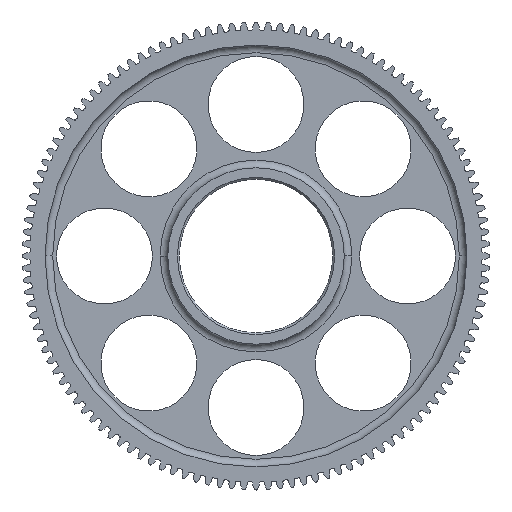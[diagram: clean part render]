
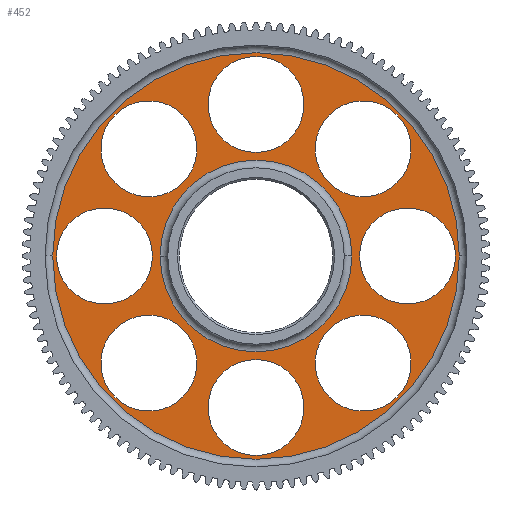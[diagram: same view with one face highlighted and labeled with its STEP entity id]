
A CAD part, left-side view. The second image highlights one B-rep face of the part: STEP entity #452.
In plain terms, the highlighted planar face has unit normal (-1, 0, 0).
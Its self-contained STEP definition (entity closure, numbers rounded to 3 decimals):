
#57=CARTESIAN_POINT('Axis2P3D Location',(2.5,0.,39.5)) ;
#61=CARTESIAN_POINT('Vertex',(2.5,12.5,39.5)) ;
#63=CARTESIAN_POINT('Vertex',(2.5,-12.5,39.5)) ;
#92=CARTESIAN_POINT('Axis2P3D Location',(2.5,0.,39.5)) ;
#281=CARTESIAN_POINT('Axis2P3D Location',(2.5,0.,0.)) ;
#286=CARTESIAN_POINT('Axis2P3D Location',(2.5,0.,0.)) ;
#290=CARTESIAN_POINT('Vertex',(2.5,53.,0.)) ;
#292=CARTESIAN_POINT('Vertex',(2.5,-53.,0.)) ;
#295=CARTESIAN_POINT('Axis2P3D Location',(2.5,0.,0.)) ;
#308=CARTESIAN_POINT('Axis2P3D Location',(2.5,0.,0.)) ;
#312=CARTESIAN_POINT('Vertex',(2.5,-25.,0.)) ;
#314=CARTESIAN_POINT('Vertex',(2.5,25.,0.)) ;
#317=CARTESIAN_POINT('Axis2P3D Location',(2.5,0.,0.)) ;
#326=CARTESIAN_POINT('Axis2P3D Location',(2.5,-27.931,27.931)) ;
#330=CARTESIAN_POINT('Vertex',(2.5,-19.092,36.77)) ;
#332=CARTESIAN_POINT('Vertex',(2.5,-36.77,19.092)) ;
#335=CARTESIAN_POINT('Axis2P3D Location',(2.5,-27.931,27.931)) ;
#344=CARTESIAN_POINT('Axis2P3D Location',(2.5,-39.5,0.)) ;
#348=CARTESIAN_POINT('Vertex',(2.5,-39.5,12.5)) ;
#350=CARTESIAN_POINT('Vertex',(2.5,-39.5,-12.5)) ;
#353=CARTESIAN_POINT('Axis2P3D Location',(2.5,-39.5,0.)) ;
#362=CARTESIAN_POINT('Axis2P3D Location',(2.5,-27.931,-27.931)) ;
#366=CARTESIAN_POINT('Vertex',(2.5,-36.77,-19.092)) ;
#368=CARTESIAN_POINT('Vertex',(2.5,-19.092,-36.77)) ;
#371=CARTESIAN_POINT('Axis2P3D Location',(2.5,-27.931,-27.931)) ;
#380=CARTESIAN_POINT('Axis2P3D Location',(2.5,0.,-39.5)) ;
#384=CARTESIAN_POINT('Vertex',(2.5,-12.5,-39.5)) ;
#386=CARTESIAN_POINT('Vertex',(2.5,12.5,-39.5)) ;
#389=CARTESIAN_POINT('Axis2P3D Location',(2.5,0.,-39.5)) ;
#398=CARTESIAN_POINT('Axis2P3D Location',(2.5,27.931,-27.931)) ;
#402=CARTESIAN_POINT('Vertex',(2.5,19.092,-36.77)) ;
#404=CARTESIAN_POINT('Vertex',(2.5,36.77,-19.092)) ;
#407=CARTESIAN_POINT('Axis2P3D Location',(2.5,27.931,-27.931)) ;
#416=CARTESIAN_POINT('Axis2P3D Location',(2.5,39.5,0.)) ;
#420=CARTESIAN_POINT('Vertex',(2.5,39.5,-12.5)) ;
#422=CARTESIAN_POINT('Vertex',(2.5,39.5,12.5)) ;
#425=CARTESIAN_POINT('Axis2P3D Location',(2.5,39.5,0.)) ;
#434=CARTESIAN_POINT('Axis2P3D Location',(2.5,27.931,27.931)) ;
#438=CARTESIAN_POINT('Vertex',(2.5,36.77,19.092)) ;
#440=CARTESIAN_POINT('Vertex',(2.5,19.092,36.77)) ;
#443=CARTESIAN_POINT('Axis2P3D Location',(2.5,27.931,27.931)) ;
#58=DIRECTION('Axis2P3D Direction',(1.,0.,0.)) ;
#93=DIRECTION('Axis2P3D Direction',(1.,0.,0.)) ;
#282=DIRECTION('Axis2P3D Direction',(-1.,0.,0.)) ;
#283=DIRECTION('Axis2P3D XDirection',(0.,-1.,0.)) ;
#287=DIRECTION('Axis2P3D Direction',(-1.,0.,0.)) ;
#296=DIRECTION('Axis2P3D Direction',(-1.,0.,0.)) ;
#309=DIRECTION('Axis2P3D Direction',(-1.,0.,0.)) ;
#318=DIRECTION('Axis2P3D Direction',(-1.,0.,0.)) ;
#327=DIRECTION('Axis2P3D Direction',(-1.,0.,0.)) ;
#336=DIRECTION('Axis2P3D Direction',(-1.,0.,0.)) ;
#345=DIRECTION('Axis2P3D Direction',(-1.,0.,0.)) ;
#354=DIRECTION('Axis2P3D Direction',(-1.,0.,0.)) ;
#363=DIRECTION('Axis2P3D Direction',(-1.,0.,0.)) ;
#372=DIRECTION('Axis2P3D Direction',(-1.,0.,0.)) ;
#381=DIRECTION('Axis2P3D Direction',(-1.,0.,0.)) ;
#390=DIRECTION('Axis2P3D Direction',(-1.,0.,0.)) ;
#399=DIRECTION('Axis2P3D Direction',(-1.,0.,0.)) ;
#408=DIRECTION('Axis2P3D Direction',(-1.,0.,0.)) ;
#417=DIRECTION('Axis2P3D Direction',(-1.,0.,0.)) ;
#426=DIRECTION('Axis2P3D Direction',(-1.,0.,0.)) ;
#435=DIRECTION('Axis2P3D Direction',(-1.,0.,0.)) ;
#444=DIRECTION('Axis2P3D Direction',(-1.,0.,0.)) ;
#59=AXIS2_PLACEMENT_3D('Circle Axis2P3D',#57,#58,$) ;
#94=AXIS2_PLACEMENT_3D('Circle Axis2P3D',#92,#93,$) ;
#284=AXIS2_PLACEMENT_3D('Plane Axis2P3D',#281,#282,#283) ;
#288=AXIS2_PLACEMENT_3D('Circle Axis2P3D',#286,#287,$) ;
#297=AXIS2_PLACEMENT_3D('Circle Axis2P3D',#295,#296,$) ;
#310=AXIS2_PLACEMENT_3D('Circle Axis2P3D',#308,#309,$) ;
#319=AXIS2_PLACEMENT_3D('Circle Axis2P3D',#317,#318,$) ;
#328=AXIS2_PLACEMENT_3D('Circle Axis2P3D',#326,#327,$) ;
#337=AXIS2_PLACEMENT_3D('Circle Axis2P3D',#335,#336,$) ;
#346=AXIS2_PLACEMENT_3D('Circle Axis2P3D',#344,#345,$) ;
#355=AXIS2_PLACEMENT_3D('Circle Axis2P3D',#353,#354,$) ;
#364=AXIS2_PLACEMENT_3D('Circle Axis2P3D',#362,#363,$) ;
#373=AXIS2_PLACEMENT_3D('Circle Axis2P3D',#371,#372,$) ;
#382=AXIS2_PLACEMENT_3D('Circle Axis2P3D',#380,#381,$) ;
#391=AXIS2_PLACEMENT_3D('Circle Axis2P3D',#389,#390,$) ;
#400=AXIS2_PLACEMENT_3D('Circle Axis2P3D',#398,#399,$) ;
#409=AXIS2_PLACEMENT_3D('Circle Axis2P3D',#407,#408,$) ;
#418=AXIS2_PLACEMENT_3D('Circle Axis2P3D',#416,#417,$) ;
#427=AXIS2_PLACEMENT_3D('Circle Axis2P3D',#425,#426,$) ;
#436=AXIS2_PLACEMENT_3D('Circle Axis2P3D',#434,#435,$) ;
#445=AXIS2_PLACEMENT_3D('Circle Axis2P3D',#443,#444,$) ;
#301=ORIENTED_EDGE('',*,*,#294,.F.) ;
#302=ORIENTED_EDGE('',*,*,#299,.F.) ;
#305=ORIENTED_EDGE('',*,*,#96,.F.) ;
#306=ORIENTED_EDGE('',*,*,#65,.F.) ;
#323=ORIENTED_EDGE('',*,*,#316,.T.) ;
#324=ORIENTED_EDGE('',*,*,#321,.T.) ;
#341=ORIENTED_EDGE('',*,*,#334,.F.) ;
#342=ORIENTED_EDGE('',*,*,#339,.F.) ;
#359=ORIENTED_EDGE('',*,*,#352,.F.) ;
#360=ORIENTED_EDGE('',*,*,#357,.F.) ;
#377=ORIENTED_EDGE('',*,*,#370,.F.) ;
#378=ORIENTED_EDGE('',*,*,#375,.F.) ;
#395=ORIENTED_EDGE('',*,*,#388,.F.) ;
#396=ORIENTED_EDGE('',*,*,#393,.F.) ;
#413=ORIENTED_EDGE('',*,*,#406,.F.) ;
#414=ORIENTED_EDGE('',*,*,#411,.F.) ;
#431=ORIENTED_EDGE('',*,*,#424,.F.) ;
#432=ORIENTED_EDGE('',*,*,#429,.F.) ;
#449=ORIENTED_EDGE('',*,*,#442,.F.) ;
#450=ORIENTED_EDGE('',*,*,#447,.F.) ;
#307=FACE_BOUND('',#304,.T.) ;
#325=FACE_BOUND('',#322,.T.) ;
#343=FACE_BOUND('',#340,.T.) ;
#361=FACE_BOUND('',#358,.T.) ;
#379=FACE_BOUND('',#376,.T.) ;
#397=FACE_BOUND('',#394,.T.) ;
#415=FACE_BOUND('',#412,.T.) ;
#433=FACE_BOUND('',#430,.T.) ;
#451=FACE_BOUND('',#448,.T.) ;
#452=ADVANCED_FACE('22400-0210150120',(#303,#307,#325,#343,#361,#379,#397,#415,#433,#451),#285,.T.) ;
#60=CIRCLE('generated circle',#59,12.5) ;
#95=CIRCLE('generated circle',#94,12.5) ;
#289=CIRCLE('generated circle',#288,53.) ;
#298=CIRCLE('generated circle',#297,53.) ;
#311=CIRCLE('generated circle',#310,25.) ;
#320=CIRCLE('generated circle',#319,25.) ;
#329=CIRCLE('generated circle',#328,12.5) ;
#338=CIRCLE('generated circle',#337,12.5) ;
#347=CIRCLE('generated circle',#346,12.5) ;
#356=CIRCLE('generated circle',#355,12.5) ;
#365=CIRCLE('generated circle',#364,12.5) ;
#374=CIRCLE('generated circle',#373,12.5) ;
#383=CIRCLE('generated circle',#382,12.5) ;
#392=CIRCLE('generated circle',#391,12.5) ;
#401=CIRCLE('generated circle',#400,12.5) ;
#410=CIRCLE('generated circle',#409,12.5) ;
#419=CIRCLE('generated circle',#418,12.5) ;
#428=CIRCLE('generated circle',#427,12.5) ;
#437=CIRCLE('generated circle',#436,12.5) ;
#446=CIRCLE('generated circle',#445,12.5) ;
#65=EDGE_CURVE('',#62,#64,#60,.F.) ;
#96=EDGE_CURVE('',#64,#62,#95,.F.) ;
#294=EDGE_CURVE('',#291,#293,#289,.F.) ;
#299=EDGE_CURVE('',#293,#291,#298,.F.) ;
#316=EDGE_CURVE('',#313,#315,#311,.F.) ;
#321=EDGE_CURVE('',#315,#313,#320,.F.) ;
#334=EDGE_CURVE('',#331,#333,#329,.T.) ;
#339=EDGE_CURVE('',#333,#331,#338,.T.) ;
#352=EDGE_CURVE('',#349,#351,#347,.T.) ;
#357=EDGE_CURVE('',#351,#349,#356,.T.) ;
#370=EDGE_CURVE('',#367,#369,#365,.T.) ;
#375=EDGE_CURVE('',#369,#367,#374,.T.) ;
#388=EDGE_CURVE('',#385,#387,#383,.T.) ;
#393=EDGE_CURVE('',#387,#385,#392,.T.) ;
#406=EDGE_CURVE('',#403,#405,#401,.T.) ;
#411=EDGE_CURVE('',#405,#403,#410,.T.) ;
#424=EDGE_CURVE('',#421,#423,#419,.T.) ;
#429=EDGE_CURVE('',#423,#421,#428,.T.) ;
#442=EDGE_CURVE('',#439,#441,#437,.T.) ;
#447=EDGE_CURVE('',#441,#439,#446,.T.) ;
#300=EDGE_LOOP('',(#301,#302)) ;
#304=EDGE_LOOP('',(#305,#306)) ;
#322=EDGE_LOOP('',(#323,#324)) ;
#340=EDGE_LOOP('',(#341,#342)) ;
#358=EDGE_LOOP('',(#359,#360)) ;
#376=EDGE_LOOP('',(#377,#378)) ;
#394=EDGE_LOOP('',(#395,#396)) ;
#412=EDGE_LOOP('',(#413,#414)) ;
#430=EDGE_LOOP('',(#431,#432)) ;
#448=EDGE_LOOP('',(#449,#450)) ;
#303=FACE_OUTER_BOUND('',#300,.T.) ;
#285=PLANE('Plane',#284) ;
#62=VERTEX_POINT('',#61) ;
#64=VERTEX_POINT('',#63) ;
#291=VERTEX_POINT('',#290) ;
#293=VERTEX_POINT('',#292) ;
#313=VERTEX_POINT('',#312) ;
#315=VERTEX_POINT('',#314) ;
#331=VERTEX_POINT('',#330) ;
#333=VERTEX_POINT('',#332) ;
#349=VERTEX_POINT('',#348) ;
#351=VERTEX_POINT('',#350) ;
#367=VERTEX_POINT('',#366) ;
#369=VERTEX_POINT('',#368) ;
#385=VERTEX_POINT('',#384) ;
#387=VERTEX_POINT('',#386) ;
#403=VERTEX_POINT('',#402) ;
#405=VERTEX_POINT('',#404) ;
#421=VERTEX_POINT('',#420) ;
#423=VERTEX_POINT('',#422) ;
#439=VERTEX_POINT('',#438) ;
#441=VERTEX_POINT('',#440) ;
